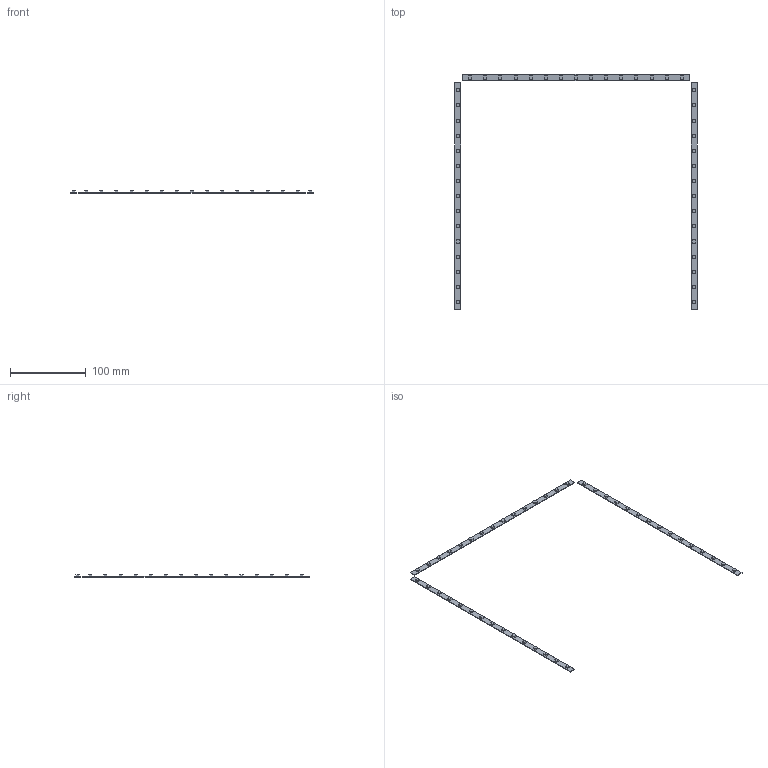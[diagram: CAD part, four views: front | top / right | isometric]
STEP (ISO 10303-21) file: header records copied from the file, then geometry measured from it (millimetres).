
FILE_DESCRIPTION(('STEP AP214'),'1');
FILE_NAME('1161-B2P-D.step','2014-03-27T09:43:06',(' '),(' '),'Spatial InterOp 3D',' ',' ');
FILE_SCHEMA(('automotive_design'));
Length unit declared in the file: metre
Products named in the file (33): 1; 2; 3; 4; 5; 6; 7; 8; 9; 10; 11; 12; 13; 14; 15; 16; 17; 18; 19; 20; 21; 22; 23; 24; 25; 26; 27; 28; 29; 30; 31; 32; 33
Bounding box: 320.63 x 311.01 x 2.75 mm (x, y, z)
Volume: 6840 mm3; surface area: 18186 mm2
Topology: 33 solids, 33 shells, 273 faces, 576 edges, 384 vertices
Faces by surface type: plane 273
Entity records: 10095 total; most frequent: CARTESIAN_POINT 1266, DIRECTION 1188, ORIENTED_EDGE 1152, EDGE_CURVE 576, LINE 576, VECTOR 576, VERTEX_POINT 384, STYLED_ITEM 306
